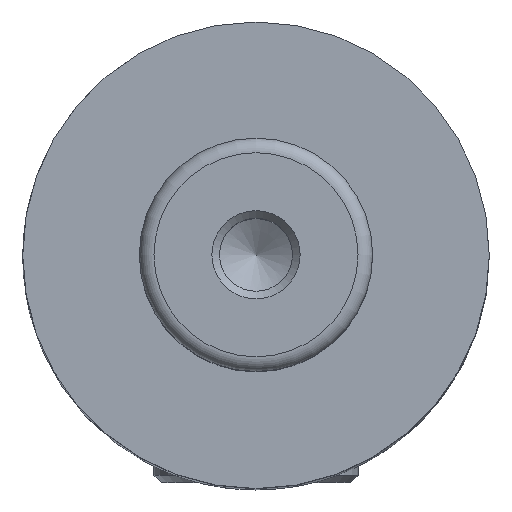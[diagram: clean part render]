
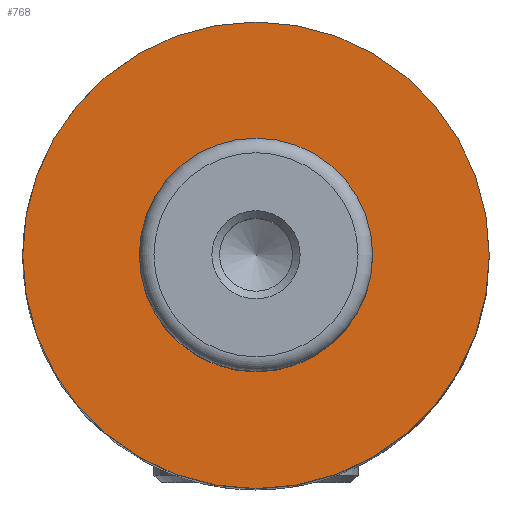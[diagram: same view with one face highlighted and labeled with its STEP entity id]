
A CAD part, top view. The second image highlights one B-rep face of the part: STEP entity #768.
In plain terms, the highlighted planar face has unit normal (0, 0, 1).
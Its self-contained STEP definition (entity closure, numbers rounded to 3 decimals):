
#17=FACE_BOUND('',#251,.T.);
#25=PLANE('',#880);
#206=FACE_OUTER_BOUND('',#250,.T.);
#250=EDGE_LOOP('',(#655,#656));
#251=EDGE_LOOP('',(#657,#658));
#311=CIRCLE('',#860,8.);
#312=CIRCLE('',#861,8.);
#313=CIRCLE('',#863,16.);
#314=CIRCLE('',#864,16.);
#373=VERTEX_POINT('',#1315);
#374=VERTEX_POINT('',#1316);
#375=VERTEX_POINT('',#1321);
#376=VERTEX_POINT('',#1323);
#464=EDGE_CURVE('',#373,#374,#311,.T.);
#465=EDGE_CURVE('',#374,#373,#312,.T.);
#468=EDGE_CURVE('',#375,#376,#313,.T.);
#469=EDGE_CURVE('',#376,#375,#314,.T.);
#655=ORIENTED_EDGE('',*,*,#469,.F.);
#656=ORIENTED_EDGE('',*,*,#468,.F.);
#657=ORIENTED_EDGE('',*,*,#464,.T.);
#658=ORIENTED_EDGE('',*,*,#465,.T.);
#768=ADVANCED_FACE('',(#206,#17),#25,.T.);
#860=AXIS2_PLACEMENT_3D('',#1317,#1025,#1026);
#861=AXIS2_PLACEMENT_3D('',#1318,#1027,#1028);
#863=AXIS2_PLACEMENT_3D('',#1324,#1033,#1034);
#864=AXIS2_PLACEMENT_3D('',#1325,#1035,#1036);
#880=AXIS2_PLACEMENT_3D('',#1346,#1069,#1070);
#1025=DIRECTION('center_axis',(0.,0.,-1.));
#1026=DIRECTION('ref_axis',(-1.,0.,0.));
#1027=DIRECTION('center_axis',(0.,0.,-1.));
#1028=DIRECTION('ref_axis',(-1.,0.,0.));
#1033=DIRECTION('center_axis',(0.,0.,-1.));
#1034=DIRECTION('ref_axis',(-1.,0.,0.));
#1035=DIRECTION('center_axis',(0.,0.,-1.));
#1036=DIRECTION('ref_axis',(-1.,0.,0.));
#1069=DIRECTION('center_axis',(0.,0.,1.));
#1070=DIRECTION('ref_axis',(1.,0.,0.));
#1315=CARTESIAN_POINT('',(-8.,0.,57.));
#1316=CARTESIAN_POINT('',(8.,0.,57.));
#1317=CARTESIAN_POINT('Origin',(0.,0.,57.));
#1318=CARTESIAN_POINT('Origin',(0.,0.,57.));
#1321=CARTESIAN_POINT('',(16.,0.,57.));
#1323=CARTESIAN_POINT('',(-16.,0.,57.));
#1324=CARTESIAN_POINT('Origin',(0.,0.,57.));
#1325=CARTESIAN_POINT('Origin',(0.,0.,57.));
#1346=CARTESIAN_POINT('Origin',(-13.,0.,57.));
